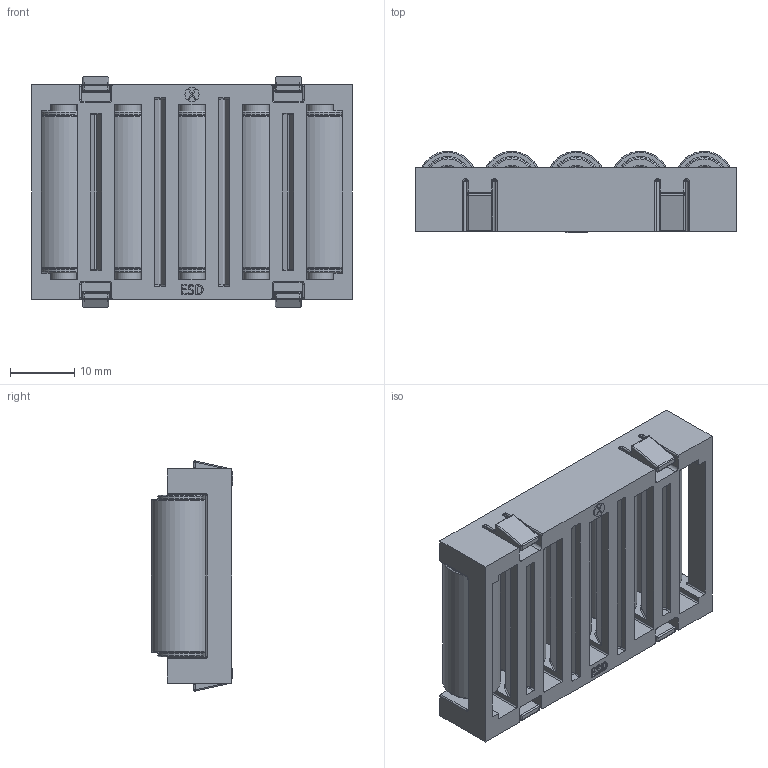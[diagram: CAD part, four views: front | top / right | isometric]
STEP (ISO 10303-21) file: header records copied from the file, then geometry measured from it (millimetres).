
FILE_DESCRIPTION(/* description */ ('KriTec Rollenelement D30 mit Rollen R9, schwarz, antistatisch'),/* implementation_level */ '2;1');
FILE_NAME(/* name */ '22269_KriTec_Rollenelement_D30_mit_Rollen_R9_schwarz_antistatisch.stp',/* time_stamp */ '2022-09-15T15:16:12+02:00',/* author */ ('jendrek'),/* organization */ (''),/* preprocessor_version */ 'ST-DEVELOPER v17',/* originating_system */ 'Autodesk Inventor 2018',/* authorisation */ '');
FILE_SCHEMA (('AUTOMOTIVE_DESIGN { 1 0 10303 214 3 1 1 }'));
Length unit declared in the file: millimetre
Products named in the file (4): 22269 ; Käfig_R9; Achse_R9; Rolle_R9
Assembly tree (11 placements, depth 2):
  22269 
    Käfig_R9
    Achse_R9  x5
    Rolle_R9  x5
Bounding box: 50 x 12.65 x 35.9 mm (x, y, z)
Volume: 13215.2 mm3; surface area: 14049.4 mm2
Topology: 11 solids, 11 shells, 672 faces, 1737 edges, 1056 vertices
Faces by surface type: cylinder 266, plane 206, torus 110, bspline 54, sphere 26, cone 10
Full cylindrical faces by diameter (mm): 2.2 x1, 4 x5, 4.2 x5, 7 x10, 9 x5
Entity records: 20427 total; most frequent: CARTESIAN_POINT 6162, DIRECTION 3035, ORIENTED_EDGE 2942, EDGE_CURVE 1471, AXIS2_PLACEMENT_3D 1123, VERTEX_POINT 896, LINE 789, VECTOR 789
